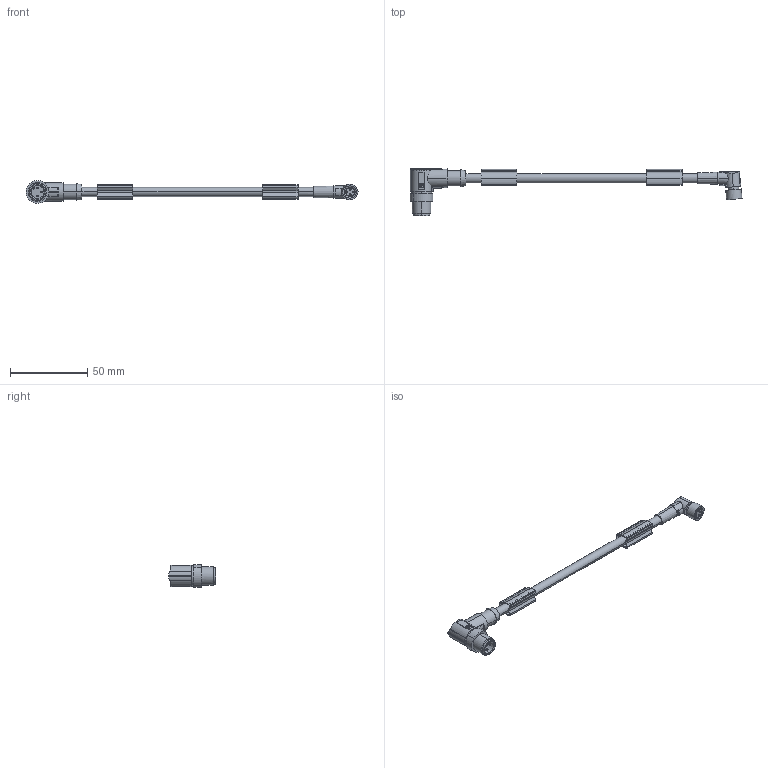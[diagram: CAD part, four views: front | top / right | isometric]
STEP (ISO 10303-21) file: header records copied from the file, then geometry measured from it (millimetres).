
FILE_DESCRIPTION(('SolidDesigner STEP Export'),'2;1');
FILE_NAME('1668917.stp','2011-11-30T10:40:04',(''),(''),'CoCreate Modeling STEP processor for AP214 (Solid Model)','CoCreate Modeling 16.00A 16-Aug-2008 (C) Parametric Technology GmbH','');
FILE_SCHEMA(('AUTOMOTIVE_DESIGN { 1 0 10303 214 1 1 1 1 }'));
Length unit declared in the file: millimetre
Products named in the file (2): 1668917
Assembly tree (1 placements, depth 2):
  1668917
    1668917
Bounding box: 215.11 x 30.8 x 14.76 mm (x, y, z)
Volume: 13191.2 mm3; surface area: 9752.5 mm2
Topology: 1 solids, 1 shells, 360 faces, 989 edges, 661 vertices
Faces by surface type: cylinder 196, plane 128, cone 17, extrusion 15, bspline 4
Entity records: 17721 total; most frequent: CARTESIAN_POINT 6197, ORIENTED_EDGE 1978, DIRECTION 1621, EDGE_CURVE 989, VERTEX_POINT 661, AXIS2_PLACEMENT_3D 561, VECTOR 499, LINE 479
